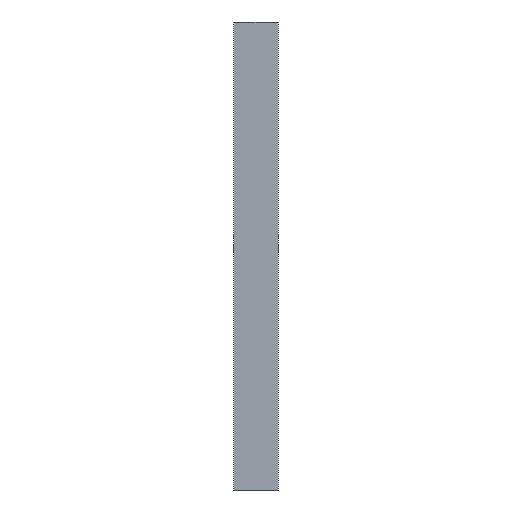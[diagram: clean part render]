
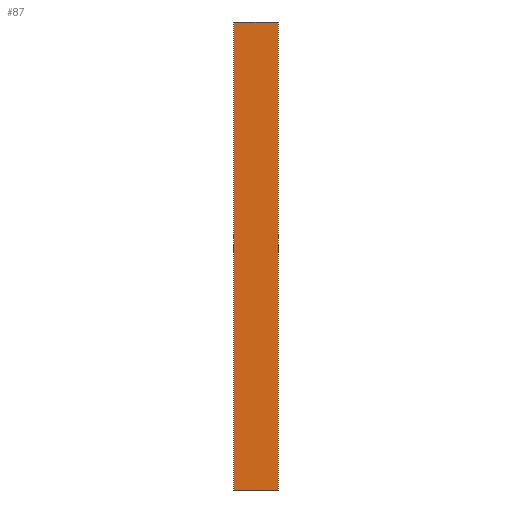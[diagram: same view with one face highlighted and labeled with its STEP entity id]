
A CAD part, left-side view. The second image highlights one B-rep face of the part: STEP entity #87.
In plain terms, the highlighted planar face has unit normal (-1, 0, 0).
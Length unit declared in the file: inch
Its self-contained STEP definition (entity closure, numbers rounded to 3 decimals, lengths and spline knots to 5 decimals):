
#2 = LINE ( 'NONE', #185, #345 ) ;
#11 = CARTESIAN_POINT ( 'NONE',  ( -0.8114, 0.84184, 13.2 ) ) ;
#12 = ORIENTED_EDGE ( 'NONE', *, *, #118, .F. ) ;
#23 = DIRECTION ( 'NONE',  ( 0., -1., 0. ) ) ;
#44 = AXIS2_PLACEMENT_3D ( 'NONE', #228, #103, #70 ) ;
#52 = CARTESIAN_POINT ( 'NONE',  ( -0.8114, 0.84184, 13.2 ) ) ;
#53 = DIRECTION ( 'NONE',  ( 0., -1., 0. ) ) ;
#60 = VERTEX_POINT ( 'NONE', #141 ) ;
#67 = VECTOR ( 'NONE', #358, 39.37008 ) ;
#70 = DIRECTION ( 'NONE',  ( 0., 0., -1. ) ) ;
#76 = PLANE ( 'NONE',  #44 ) ;
#87 = ADVANCED_FACE ( 'NONE', ( #259 ), #76, .F. ) ;
#103 = DIRECTION ( 'NONE',  ( 1., 0., 0. ) ) ;
#118 = EDGE_CURVE ( 'NONE', #284, #340, #299, .T. ) ;
#119 = LINE ( 'NONE', #247, #67 ) ;
#135 = EDGE_CURVE ( 'NONE', #284, #164, #155, .T. ) ;
#141 = CARTESIAN_POINT ( 'NONE',  ( -0.8114, 0., 4.4 ) ) ;
#146 = VECTOR ( 'NONE', #53, 39.37008 ) ;
#155 = LINE ( 'NONE', #52, #197 ) ;
#156 = EDGE_CURVE ( 'NONE', #164, #60, #2, .T. ) ;
#164 = VERTEX_POINT ( 'NONE', #302 ) ;
#183 = DIRECTION ( 'NONE',  ( 0., 0., -1. ) ) ;
#185 = CARTESIAN_POINT ( 'NONE',  ( -0.8114, 0.84184, 4.4 ) ) ;
#197 = VECTOR ( 'NONE', #183, 39.37008 ) ;
#212 = EDGE_CURVE ( 'NONE', #60, #340, #119, .T. ) ;
#213 = EDGE_LOOP ( 'NONE', ( #368, #328, #12, #297 ) ) ;
#228 = CARTESIAN_POINT ( 'NONE',  ( -0.8114, 0.84184, 13.2 ) ) ;
#247 = CARTESIAN_POINT ( 'NONE',  ( -0.8114, 0., 13.2 ) ) ;
#259 = FACE_OUTER_BOUND ( 'NONE', #213, .T. ) ;
#284 = VERTEX_POINT ( 'NONE', #11 ) ;
#295 = CARTESIAN_POINT ( 'NONE',  ( -0.8114, 0., 13.2 ) ) ;
#297 = ORIENTED_EDGE ( 'NONE', *, *, #135, .T. ) ;
#299 = LINE ( 'NONE', #331, #146 ) ;
#302 = CARTESIAN_POINT ( 'NONE',  ( -0.8114, 0.84184, 4.4 ) ) ;
#328 = ORIENTED_EDGE ( 'NONE', *, *, #212, .T. ) ;
#331 = CARTESIAN_POINT ( 'NONE',  ( -0.8114, 0.84184, 13.2 ) ) ;
#340 = VERTEX_POINT ( 'NONE', #295 ) ;
#345 = VECTOR ( 'NONE', #23, 39.37008 ) ;
#358 = DIRECTION ( 'NONE',  ( 0., 0., 1. ) ) ;
#368 = ORIENTED_EDGE ( 'NONE', *, *, #156, .T. ) ;
